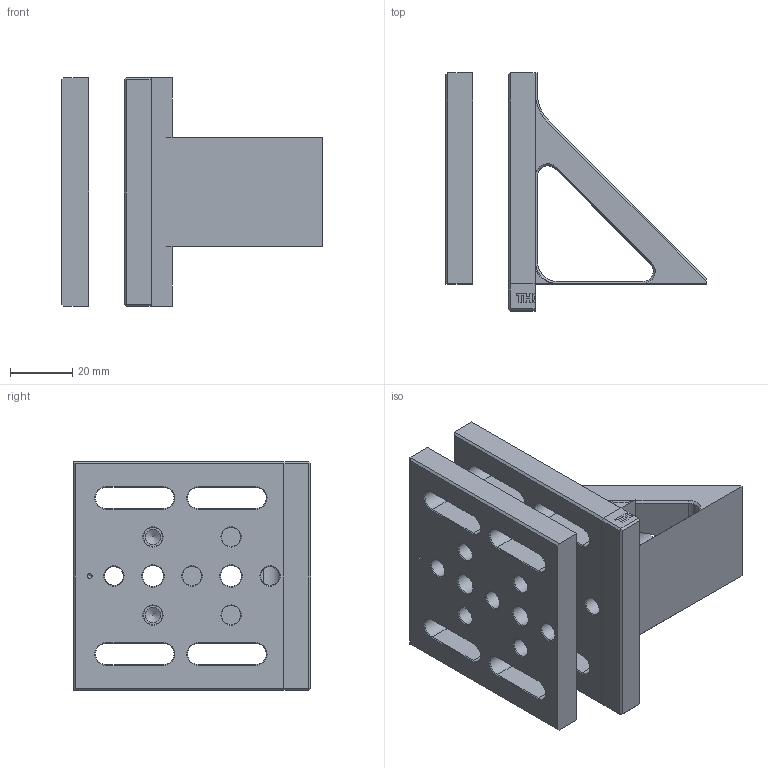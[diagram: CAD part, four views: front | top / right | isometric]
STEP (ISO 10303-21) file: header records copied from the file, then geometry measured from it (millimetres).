
FILE_DESCRIPTION(/* description */ (''),/* implementation_level */ '2;1');
FILE_NAME(/* name */ 'AP90_M (Modified Version).step',/* time_stamp */ '2024-06-17T21:47:49-04:00',/* author */ (''),/* organization */ (''),/* preprocessor_version */ 'ST-DEVELOPER v20',/* originating_system */ 'Autodesk Translation Framework v12.20.1.177',/* authorisation */ '');
FILE_SCHEMA (('AUTOMOTIVE_DESIGN { 1 0 10303 214 3 1 1 }'));
Length unit declared in the file: millimetre
Products named in the file (1): AP90_M (Modified Version)
Bounding box: 83.5 x 76.2 x 73.15 mm (x, y, z)
Volume: 99157.6 mm3; surface area: 44891.5 mm2
Topology: 4 solids, 4 shells, 263 faces, 648 edges, 396 vertices
Faces by surface type: plane 129, cone 66, cylinder 58, bspline 10
Full cylindrical faces by diameter (mm): 1.6 x2, 5 x2, 6 x21, 6.731 x4, 10.312 x7
Entity records: 9508 total; most frequent: CARTESIAN_POINT 2823, DIRECTION 1310, ORIENTED_EDGE 1288, EDGE_CURVE 644, AXIS2_PLACEMENT_3D 442, LINE 426, VECTOR 426, VERTEX_POINT 396
